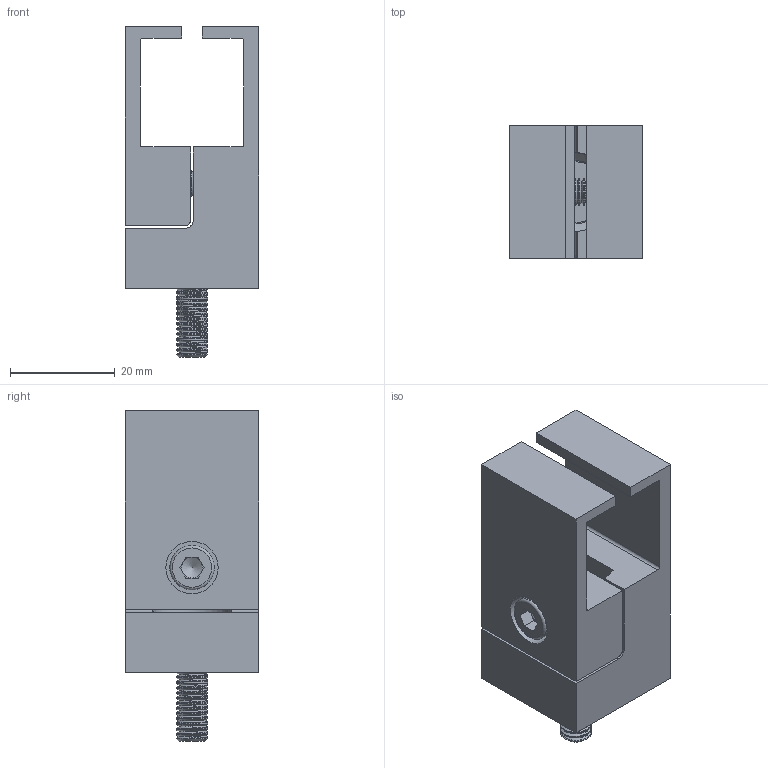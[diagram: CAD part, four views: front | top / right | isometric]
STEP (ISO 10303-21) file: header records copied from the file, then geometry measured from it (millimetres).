
FILE_DESCRIPTION (( 'STEP AP203' ), '1' );
FILE_NAME ('55352-240-00.step', '2019-10-17T07:37:11', ( '' ), ( '' ), 'SwSTEP 2.0', 'SolidWorks 2015', '' );
FILE_SCHEMA (( 'CONFIG_CONTROL_DESIGN' ));
Length unit declared in the file: millimetre
Products named in the file (12): socket head cap screw_din; 55352-240-XX Teil2_55352-240-XX Teil2; socket countersunk head screw_din_DIN 7991 - M6 x 20 --- 13.7S; 55352-240-00; 55352-240-XX Teil2; 55352-240-XX Teil1_55352-240-00 Teil1; DIN-7991 M6-M10; socket countersunk head screw_din; 55352-240-XX Teil1; socket head cap screw_din_DIN 912 M5 x 16 --- 16S; DIN-7991 M6-M10_DIN7991 M6x20
Assembly tree (7 placements, depth 2):
  socket head cap screw_din
  55352-240-00
    DIN-7991 M6-M10
    55352-240-XX Teil1
  55352-240-XX Teil2
  55352-240-00
    55352-240-XX Teil1_55352-240-00 Teil1
    55352-240-XX Teil2_55352-240-XX Teil2
    socket head cap screw_din_DIN 912 M5 x 16 --- 16S
    socket countersunk head screw_din_DIN 7991 - M6 x 20 --- 13.7S
    DIN-7991 M6-M10_DIN7991 M6x20
  socket countersunk head screw_din
Bounding box: 25.5 x 25.5 x 63.2 mm (x, y, z)
Volume: 19698.8 mm3; surface area: 11823.6 mm2
Topology: 5 solids, 5 shells, 548 faces, 1382 edges, 881 vertices
Faces by surface type: plane 244, bspline 153, cylinder 72, cone 72, torus 7
Full cylindrical faces by diameter (mm): 4.2 x1, 5 x18, 5.5 x1, 6 x30, 7 x1, 8.5 x1, 10 x1, 11.57 x1, 12 x1, 15 x1
Entity records: 29146 total; most frequent: CARTESIAN_POINT 16769, ORIENTED_EDGE 2416, DIRECTION 1853, EDGE_CURVE 1208, VERTEX_POINT 836, LINE 717, VECTOR 717, EDGE_LOOP 688
